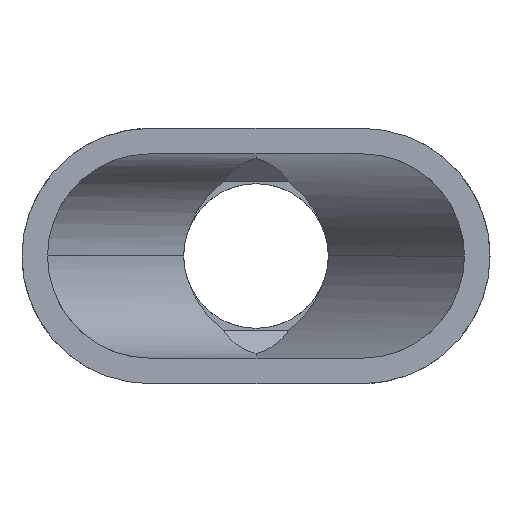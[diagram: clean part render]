
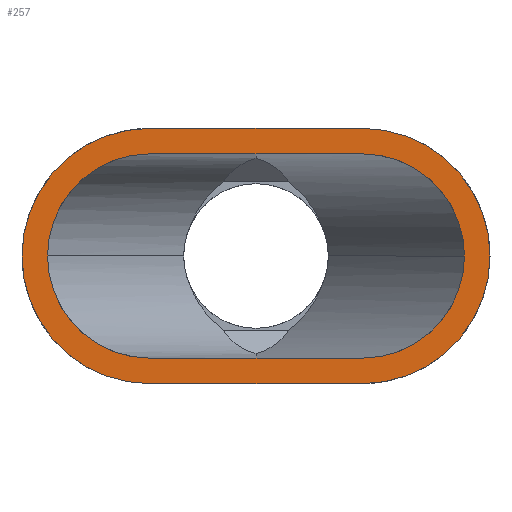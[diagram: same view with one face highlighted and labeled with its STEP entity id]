
A CAD part, front view. The second image highlights one B-rep face of the part: STEP entity #257.
In plain terms, the highlighted planar face has unit normal (0, -1, 0).
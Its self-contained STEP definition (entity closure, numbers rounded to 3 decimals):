
#6 = ORIENTED_EDGE ( 'NONE', *, *, #564, .F. ) ;
#30 = CARTESIAN_POINT ( 'NONE',  ( -1.25, -6., -1.2 ) ) ;
#49 = VERTEX_POINT ( 'NONE', #1434 ) ;
#67 = CIRCLE ( 'NONE', #413, 1.2 ) ;
#111 = CARTESIAN_POINT ( 'NONE',  ( 2.45, -6., 0. ) ) ;
#128 = VERTEX_POINT ( 'NONE', #335 ) ;
#142 = AXIS2_PLACEMENT_3D ( 'NONE', #1456, #1196, #361 ) ;
#148 = VERTEX_POINT ( 'NONE', #763 ) ;
#164 = AXIS2_PLACEMENT_3D ( 'NONE', #516, #873, #1494 ) ;
#184 = DIRECTION ( 'NONE',  ( 0., -1., 0. ) ) ;
#207 = AXIS2_PLACEMENT_3D ( 'NONE', #302, #429, #1181 ) ;
#213 = EDGE_CURVE ( 'NONE', #268, #334, #67, .T. ) ;
#216 = EDGE_CURVE ( 'NONE', #397, #128, #707, .T. ) ;
#220 = CIRCLE ( 'NONE', #1415, 1.2 ) ;
#244 = ORIENTED_EDGE ( 'NONE', *, *, #892, .T. ) ;
#257 = ADVANCED_FACE ( 'NONE', ( #412, #936 ), #265, .F. ) ;
#261 = VECTOR ( 'NONE', #1371, 1000. ) ;
#265 = PLANE ( 'NONE',  #1324 ) ;
#268 = VERTEX_POINT ( 'NONE', #513 ) ;
#274 = DIRECTION ( 'NONE',  ( 0., 1., 0. ) ) ;
#302 = CARTESIAN_POINT ( 'NONE',  ( 1.25, -6., 0. ) ) ;
#321 = DIRECTION ( 'NONE',  ( 0., 0., 1. ) ) ;
#334 = VERTEX_POINT ( 'NONE', #30 ) ;
#335 = CARTESIAN_POINT ( 'NONE',  ( -1.25, -6., -1.5 ) ) ;
#350 = ORIENTED_EDGE ( 'NONE', *, *, #1457, .T. ) ;
#361 = DIRECTION ( 'NONE',  ( 0., 0., 1. ) ) ;
#380 = DIRECTION ( 'NONE',  ( 0., -1., 0. ) ) ;
#386 = LINE ( 'NONE', #1236, #261 ) ;
#397 = VERTEX_POINT ( 'NONE', #1064 ) ;
#412 = FACE_OUTER_BOUND ( 'NONE', #536, .T. ) ;
#413 = AXIS2_PLACEMENT_3D ( 'NONE', #901, #1518, #521 ) ;
#429 = DIRECTION ( 'NONE',  ( 0., -1., 0. ) ) ;
#437 = DIRECTION ( 'NONE',  ( 0., -1., 0. ) ) ;
#499 = CARTESIAN_POINT ( 'NONE',  ( 1.25, -6., 0. ) ) ;
#510 = CARTESIAN_POINT ( 'NONE',  ( -1.25, -6., 1.2 ) ) ;
#513 = CARTESIAN_POINT ( 'NONE',  ( -2.45, -6., 0. ) ) ;
#516 = CARTESIAN_POINT ( 'NONE',  ( -1.25, -6., 0. ) ) ;
#521 = DIRECTION ( 'NONE',  ( 0., 0., 1. ) ) ;
#536 = EDGE_LOOP ( 'NONE', ( #1133, #244, #1040, #1208, #1512, #350 ) ) ;
#547 = VECTOR ( 'NONE', #800, 1000. ) ;
#553 = CARTESIAN_POINT ( 'NONE',  ( -1.25, -6., 1.5 ) ) ;
#564 = EDGE_CURVE ( 'NONE', #1191, #840, #608, .T. ) ;
#566 = AXIS2_PLACEMENT_3D ( 'NONE', #499, #380, #1618 ) ;
#570 = CARTESIAN_POINT ( 'NONE',  ( -1.25, -6., 0. ) ) ;
#608 = CIRCLE ( 'NONE', #566, 1.2 ) ;
#656 = EDGE_CURVE ( 'NONE', #148, #334, #1374, .T. ) ;
#707 = LINE ( 'NONE', #1257, #838 ) ;
#724 = EDGE_CURVE ( 'NONE', #1474, #727, #386, .T. ) ;
#727 = VERTEX_POINT ( 'NONE', #1004 ) ;
#742 = VERTEX_POINT ( 'NONE', #510 ) ;
#763 = CARTESIAN_POINT ( 'NONE',  ( 1.25, -6., -1.2 ) ) ;
#800 = DIRECTION ( 'NONE',  ( 1., 0., 0. ) ) ;
#838 = VECTOR ( 'NONE', #1150, 1000. ) ;
#840 = VERTEX_POINT ( 'NONE', #1256 ) ;
#853 = AXIS2_PLACEMENT_3D ( 'NONE', #570, #184, #321 ) ;
#854 = VECTOR ( 'NONE', #880, 1000. ) ;
#873 = DIRECTION ( 'NONE',  ( 0., -1., 0. ) ) ;
#880 = DIRECTION ( 'NONE',  ( -1., 0., 0. ) ) ;
#892 = EDGE_CURVE ( 'NONE', #397, #49, #912, .T. ) ;
#894 = CIRCLE ( 'NONE', #853, 1.2 ) ;
#901 = CARTESIAN_POINT ( 'NONE',  ( -1.25, -6., 0. ) ) ;
#908 = CIRCLE ( 'NONE', #1583, 1.5 ) ;
#912 = CIRCLE ( 'NONE', #207, 1.5 ) ;
#929 = CIRCLE ( 'NONE', #164, 1.5 ) ;
#936 = FACE_BOUND ( 'NONE', #1425, .T. ) ;
#945 = CARTESIAN_POINT ( 'NONE',  ( 1.25, -6., 0. ) ) ;
#950 = CIRCLE ( 'NONE', #142, 1.5 ) ;
#956 = EDGE_CURVE ( 'NONE', #742, #840, #1333, .T. ) ;
#1004 = CARTESIAN_POINT ( 'NONE',  ( 1.25, -6., 1.5 ) ) ;
#1024 = ORIENTED_EDGE ( 'NONE', *, *, #956, .T. ) ;
#1039 = EDGE_CURVE ( 'NONE', #742, #268, #894, .T. ) ;
#1040 = ORIENTED_EDGE ( 'NONE', *, *, #1567, .T. ) ;
#1053 = CARTESIAN_POINT ( 'NONE',  ( -1.25, -6., 0. ) ) ;
#1064 = CARTESIAN_POINT ( 'NONE',  ( 1.25, -6., -1.5 ) ) ;
#1068 = DIRECTION ( 'NONE',  ( 0., -1., 0. ) ) ;
#1073 = CARTESIAN_POINT ( 'NONE',  ( -2.75, -6., 0. ) ) ;
#1089 = EDGE_CURVE ( 'NONE', #148, #1191, #220, .T. ) ;
#1133 = ORIENTED_EDGE ( 'NONE', *, *, #216, .F. ) ;
#1150 = DIRECTION ( 'NONE',  ( -1., 0., 0. ) ) ;
#1168 = DIRECTION ( 'NONE',  ( 0., 0., 1. ) ) ;
#1181 = DIRECTION ( 'NONE',  ( 0., 0., 1. ) ) ;
#1191 = VERTEX_POINT ( 'NONE', #111 ) ;
#1196 = DIRECTION ( 'NONE',  ( 0., -1., 0. ) ) ;
#1202 = EDGE_CURVE ( 'NONE', #1474, #1613, #929, .T. ) ;
#1208 = ORIENTED_EDGE ( 'NONE', *, *, #724, .F. ) ;
#1236 = CARTESIAN_POINT ( 'NONE',  ( 2.75, -6., 1.5 ) ) ;
#1243 = ORIENTED_EDGE ( 'NONE', *, *, #1089, .F. ) ;
#1256 = CARTESIAN_POINT ( 'NONE',  ( 1.25, -6., 1.2 ) ) ;
#1257 = CARTESIAN_POINT ( 'NONE',  ( 2.75, -6., -1.5 ) ) ;
#1322 = ORIENTED_EDGE ( 'NONE', *, *, #656, .T. ) ;
#1324 = AXIS2_PLACEMENT_3D ( 'NONE', #1372, #274, #1404 ) ;
#1333 = LINE ( 'NONE', #1420, #547 ) ;
#1371 = DIRECTION ( 'NONE',  ( 1., 0., 0. ) ) ;
#1372 = CARTESIAN_POINT ( 'NONE',  ( 0., -6., 0. ) ) ;
#1374 = LINE ( 'NONE', #1636, #854 ) ;
#1404 = DIRECTION ( 'NONE',  ( 0., 0., 1. ) ) ;
#1415 = AXIS2_PLACEMENT_3D ( 'NONE', #945, #1068, #1458 ) ;
#1420 = CARTESIAN_POINT ( 'NONE',  ( 0., -6., 1.2 ) ) ;
#1425 = EDGE_LOOP ( 'NONE', ( #1243, #1322, #1634, #1429, #1024, #6 ) ) ;
#1429 = ORIENTED_EDGE ( 'NONE', *, *, #1039, .F. ) ;
#1434 = CARTESIAN_POINT ( 'NONE',  ( 2.75, -6., 0. ) ) ;
#1456 = CARTESIAN_POINT ( 'NONE',  ( 1.25, -6., 0. ) ) ;
#1457 = EDGE_CURVE ( 'NONE', #1613, #128, #908, .T. ) ;
#1458 = DIRECTION ( 'NONE',  ( 0., 0., 1. ) ) ;
#1474 = VERTEX_POINT ( 'NONE', #553 ) ;
#1494 = DIRECTION ( 'NONE',  ( 0., 0., 1. ) ) ;
#1512 = ORIENTED_EDGE ( 'NONE', *, *, #1202, .T. ) ;
#1518 = DIRECTION ( 'NONE',  ( 0., -1., 0. ) ) ;
#1567 = EDGE_CURVE ( 'NONE', #49, #727, #950, .T. ) ;
#1583 = AXIS2_PLACEMENT_3D ( 'NONE', #1053, #437, #1168 ) ;
#1613 = VERTEX_POINT ( 'NONE', #1073 ) ;
#1618 = DIRECTION ( 'NONE',  ( 0., 0., 1. ) ) ;
#1634 = ORIENTED_EDGE ( 'NONE', *, *, #213, .F. ) ;
#1636 = CARTESIAN_POINT ( 'NONE',  ( 0., -6., -1.2 ) ) ;
